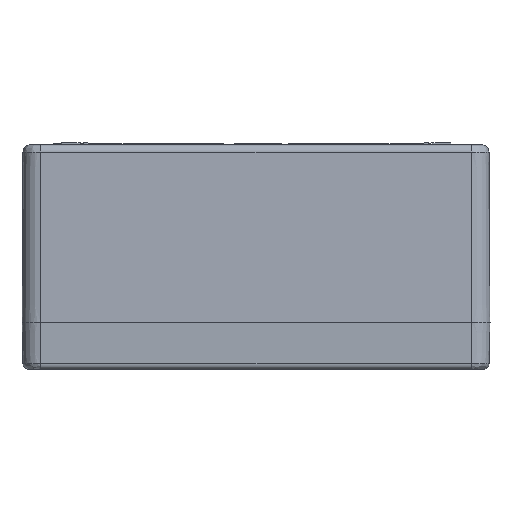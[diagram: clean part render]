
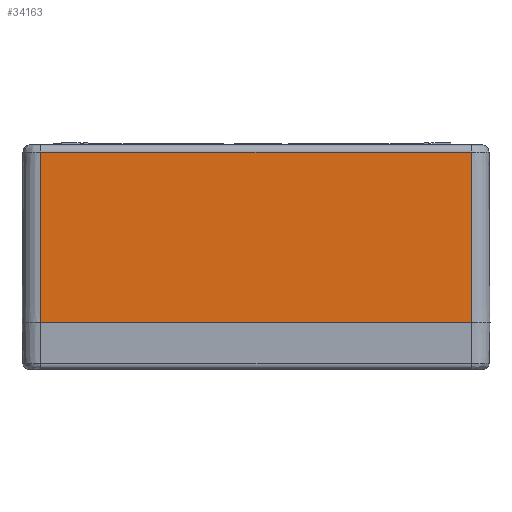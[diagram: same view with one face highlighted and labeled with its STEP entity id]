
A CAD part, left-side view. The second image highlights one B-rep face of the part: STEP entity #34163.
In plain terms, the highlighted planar face has unit normal (-1, 0, 0.005).
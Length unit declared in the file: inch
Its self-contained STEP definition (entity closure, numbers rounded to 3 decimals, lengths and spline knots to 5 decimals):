
#1232 = VECTOR ( 'NONE', #37924, 39.37008 ) ;
#3103 = CARTESIAN_POINT ( 'NONE',  ( -5.00026, -4.52755, -0.15655 ) ) ;
#3308 = ORIENTED_EDGE ( 'NONE', *, *, #18264, .T. ) ;
#4537 = ORIENTED_EDGE ( 'NONE', *, *, #9250, .F. ) ;
#5743 = LINE ( 'NONE', #8720, #1232 ) ;
#6886 = DIRECTION ( 'NONE',  ( 0., -1., 0. ) ) ;
#8366 = VECTOR ( 'NONE', #35841, 39.37008 ) ;
#8720 = CARTESIAN_POINT ( 'NONE',  ( -5.01965, 4.52755, -3.7401 ) ) ;
#9250 = EDGE_CURVE ( 'NONE', #19935, #40468, #10380, .T. ) ;
#10380 = LINE ( 'NONE', #29390, #8366 ) ;
#10633 = DIRECTION ( 'NONE',  ( 0., -1., 0. ) ) ;
#11596 = AXIS2_PLACEMENT_3D ( 'NONE', #19197, #38370, #41611 ) ;
#12727 = CARTESIAN_POINT ( 'NONE',  ( -5.01965, -4.52755, -3.7401 ) ) ;
#15550 = CARTESIAN_POINT ( 'NONE',  ( -5.00026, 4.52755, -0.15655 ) ) ;
#15658 = LINE ( 'NONE', #35406, #33712 ) ;
#17395 = EDGE_CURVE ( 'NONE', #17542, #19935, #22253, .T. ) ;
#17542 = VERTEX_POINT ( 'NONE', #15550 ) ;
#17615 = ORIENTED_EDGE ( 'NONE', *, *, #23645, .T. ) ;
#18264 = EDGE_CURVE ( 'NONE', #17542, #38038, #5743, .T. ) ;
#19197 = CARTESIAN_POINT ( 'NONE',  ( -5.01965, -4.52755, -3.7401 ) ) ;
#19935 = VERTEX_POINT ( 'NONE', #3103 ) ;
#22253 = LINE ( 'NONE', #30152, #32741 ) ;
#23060 = FACE_OUTER_BOUND ( 'NONE', #29038, .T. ) ;
#23345 = CARTESIAN_POINT ( 'NONE',  ( -5.01965, 4.52755, -3.7401 ) ) ;
#23645 = EDGE_CURVE ( 'NONE', #38038, #40468, #15658, .T. ) ;
#28718 = PLANE ( 'NONE',  #11596 ) ;
#29038 = EDGE_LOOP ( 'NONE', ( #17615, #4537, #37502, #3308 ) ) ;
#29390 = CARTESIAN_POINT ( 'NONE',  ( -5.01965, -4.52755, -3.7401 ) ) ;
#30152 = CARTESIAN_POINT ( 'NONE',  ( -5.00026, -2.26377, -0.15655 ) ) ;
#32741 = VECTOR ( 'NONE', #10633, 39.37008 ) ;
#33712 = VECTOR ( 'NONE', #6886, 39.37008 ) ;
#34163 = ADVANCED_FACE ( 'NONE', ( #23060 ), #28718, .T. ) ;
#35406 = CARTESIAN_POINT ( 'NONE',  ( -5.01965, -4.52755, -3.7401 ) ) ;
#35841 = DIRECTION ( 'NONE',  ( -0.005, 0., -1. ) ) ;
#37502 = ORIENTED_EDGE ( 'NONE', *, *, #17395, .F. ) ;
#37924 = DIRECTION ( 'NONE',  ( -0.005, 0., -1. ) ) ;
#38038 = VERTEX_POINT ( 'NONE', #23345 ) ;
#38370 = DIRECTION ( 'NONE',  ( -1., 0., 0.005 ) ) ;
#40468 = VERTEX_POINT ( 'NONE', #12727 ) ;
#41611 = DIRECTION ( 'NONE',  ( 0.005, 0., 1. ) ) ;
